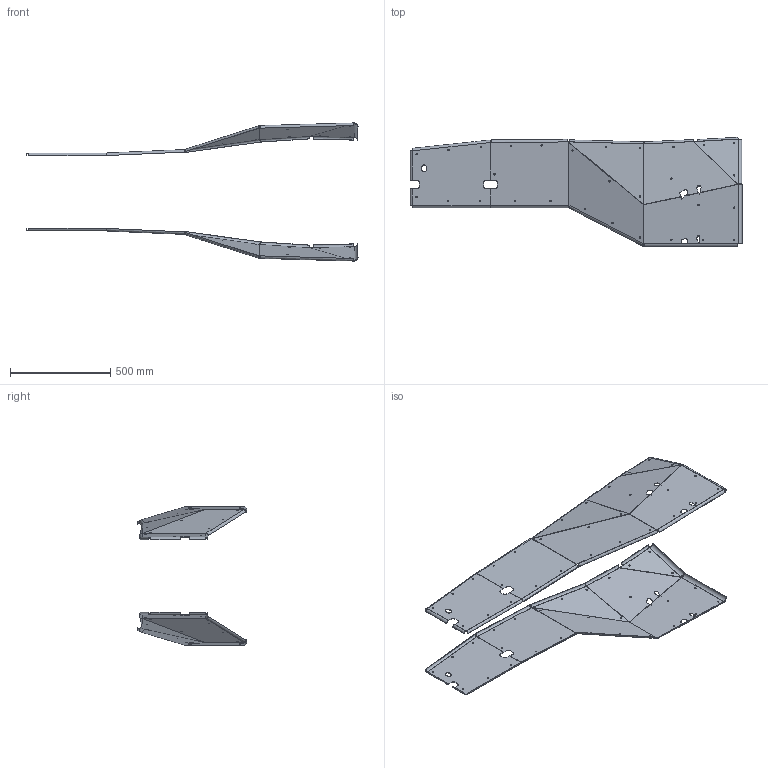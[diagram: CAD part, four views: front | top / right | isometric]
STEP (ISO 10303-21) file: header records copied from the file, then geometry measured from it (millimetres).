
FILE_DESCRIPTION (( 'STEP AP214' ), '1' );
FILE_NAME ('ExternalSides.STEP', '2019-01-26T03:56:12', ( 'pattaya2u' ), ( 'Microsoft' ), 'SwSTEP 2.0', 'SolidWorks 2018', '' );
FILE_SCHEMA (( 'AUTOMOTIVE_DESIGN' ));
Length unit declared in the file: millimetre
Products named in the file (1): ExternalSides
Bounding box: 1659.4 x 545.64 x 690.15 mm (x, y, z)
Volume: 2137672.9 mm3; surface area: 2870342.4 mm2
Topology: 2 solids, 2 shells, 480 faces, 1214 edges, 726 vertices
Faces by surface type: plane 188, bspline 156, cylinder 136
Entity records: 17170 total; most frequent: CARTESIAN_POINT 6860, ORIENTED_EDGE 2428, DIRECTION 1720, EDGE_CURVE 1214, VERTEX_POINT 726, VECTOR 646, LINE 646, EDGE_LOOP 608
